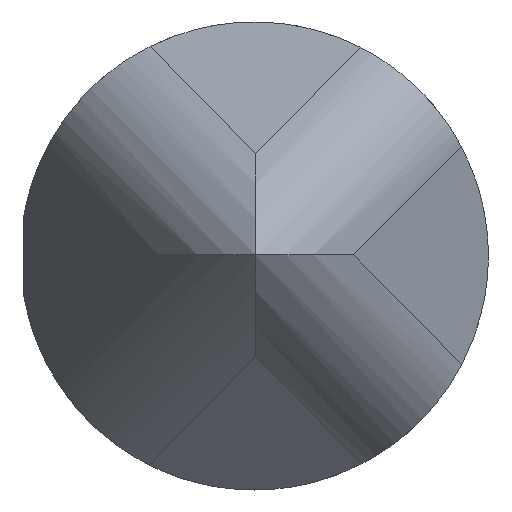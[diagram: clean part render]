
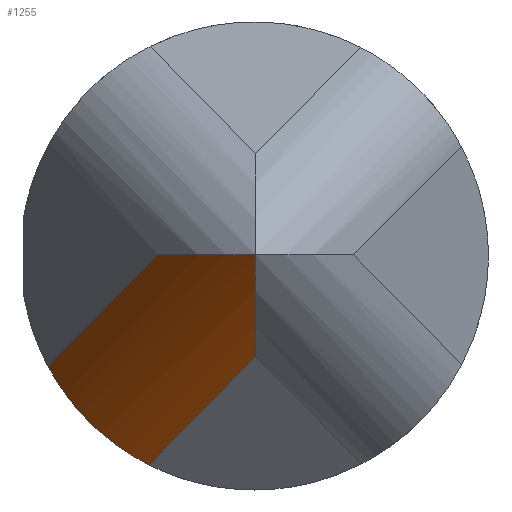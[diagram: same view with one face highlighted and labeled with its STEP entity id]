
A CAD part, left-side view. The second image highlights one B-rep face of the part: STEP entity #1255.
In plain terms, the highlighted cylindrical face has radius 12 mm (diameter 24 mm), a partial arc.
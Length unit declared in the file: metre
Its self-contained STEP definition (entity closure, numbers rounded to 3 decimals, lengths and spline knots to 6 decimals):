
#58=ELLIPSE('',#1389,0.030177,0.012);
#59=ELLIPSE('',#1391,0.030683,0.012);
#76=B_SPLINE_CURVE_WITH_KNOTS('',3,(#2114,#2115,#2116,#2117,#2118,#2119,
#2120,#2121),.UNSPECIFIED.,.F.,.F.,(4,1,1,1,1,4),(0.,
0.002148,0.004296,0.008591,0.012887,
0.017183),.UNSPECIFIED.);
#94=CYLINDRICAL_SURFACE('',#1392,0.012);
#300=ORIENTED_EDGE('',*,*,#670,.T.);
#301=ORIENTED_EDGE('',*,*,#659,.F.);
#302=ORIENTED_EDGE('',*,*,#648,.F.);
#303=ORIENTED_EDGE('',*,*,#667,.F.);
#304=ORIENTED_EDGE('',*,*,#671,.T.);
#648=EDGE_CURVE('',#842,#843,#76,.T.);
#659=EDGE_CURVE('',#843,#853,#926,.F.);
#667=EDGE_CURVE('',#856,#842,#934,.T.);
#670=EDGE_CURVE('',#857,#853,#58,.F.);
#671=EDGE_CURVE('',#856,#857,#59,.F.);
#842=VERTEX_POINT('',#2113);
#843=VERTEX_POINT('',#2122);
#853=VERTEX_POINT('',#2165);
#856=VERTEX_POINT('',#2178);
#857=VERTEX_POINT('',#2182);
#926=LINE('',#2164,#998);
#934=LINE('',#2179,#1006);
#998=VECTOR('',#1620,1.);
#1006=VECTOR('',#1634,1.);
#1055=EDGE_LOOP('',(#300,#301,#302,#303,#304));
#1147=FACE_BOUND('',#1055,.T.);
#1255=ADVANCED_FACE('',(#1147),#94,.T.);
#1389=AXIS2_PLACEMENT_3D('',#2185,#1643,#1644);
#1391=AXIS2_PLACEMENT_3D('',#2187,#1647,#1648);
#1392=AXIS2_PLACEMENT_3D('',#2188,#1649,#1650);
#1620=DIRECTION('',(0.83,0.39,-0.398));
#1634=DIRECTION('',(0.83,0.39,-0.398));
#1643=DIRECTION('',(0.001,0.,1.));
#1644=DIRECTION('',(-0.905,-0.425,0.001));
#1647=DIRECTION('',(-0.001,-1.,0.001));
#1648=DIRECTION('',(-0.902,0.001,0.433));
#1649=DIRECTION('',(-0.83,-0.39,0.398));
#1650=DIRECTION('',(0.433,0.,0.902));
#2113=CARTESIAN_POINT('',(0.04744,0.436983,-0.008488));
#2114=CARTESIAN_POINT('',(0.04744,0.436983,-0.008488));
#2115=CARTESIAN_POINT('',(0.046944,0.437456,-0.00825));
#2116=CARTESIAN_POINT('',(0.046065,0.438451,-0.007713));
#2117=CARTESIAN_POINT('',(0.044751,0.440641,-0.00632));
#2118=CARTESIAN_POINT('',(0.044123,0.443434,-0.004032));
#2119=CARTESIAN_POINT('',(0.045074,0.446231,-0.000749));
#2120=CARTESIAN_POINT('',(0.046742,0.447475,0.001313));
#2121=CARTESIAN_POINT('',(0.04777,0.447958,0.002216));
#2122=CARTESIAN_POINT('',(0.04777,0.447958,0.002216));
#2164=CARTESIAN_POINT('',(0.003592,0.427205,0.023414));
#2165=CARTESIAN_POINT('',(0.022598,0.436133,0.014294));
#2178=CARTESIAN_POINT('',(0.022879,0.425446,0.003298));
#2179=CARTESIAN_POINT('',(0.041458,0.434173,-0.005618));
#2182=CARTESIAN_POINT('',(0.006367,0.42547,0.014309));
#2185=CARTESIAN_POINT('',(0.0277,0.425272,0.014294));
#2187=CARTESIAN_POINT('',(0.028071,0.425446,0.014116));
#2188=CARTESIAN_POINT('',(0.059757,0.440331,-0.001088));
